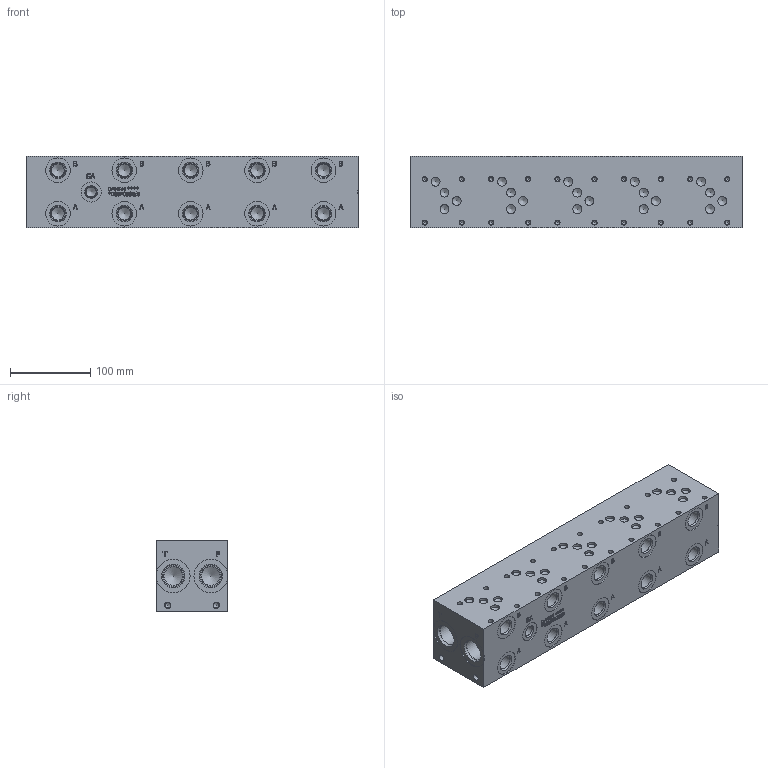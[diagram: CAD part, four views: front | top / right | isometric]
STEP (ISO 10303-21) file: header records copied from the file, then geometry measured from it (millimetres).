
FILE_DESCRIPTION(/* description */ (''),/* implementation_level */ '2;1');
FILE_NAME(/* name */ '_D05P053S_S.stp',/* time_stamp */ '2022-10-24T10:16:47-04:00',/* author */ ('mikeh'),/* organization */ (''),/* preprocessor_version */ 'ST-DEVELOPER v18',/* originating_system */ 'Autodesk Inventor 2020',/* authorisation */ '');
FILE_SCHEMA (('AUTOMOTIVE_DESIGN { 1 0 10303 214 3 1 1 }'));
Length unit declared in the file: millimetre
Products named in the file (1): Part_AD05P053S_S_3D
Bounding box: 412.75 x 88.9 x 88.9 mm (x, y, z)
Volume: 3069572.6 mm3; surface area: 204041.7 mm2
Topology: 1 solids, 1 shells, 949 faces, 2596 edges, 1767 vertices
Faces by surface type: plane 468, bspline 225, cylinder 149, cone 107
Full cylindrical faces by diameter (mm): 5.105 x20, 6.35 x20, 6.528 x4, 7.925 x4, 11.125 x20, 12.294 x1, 12.9 x1, 14.275 x1, 14.529 x1, 15.875 x10, 17.475 x1, 17.501 x10, 19.05 x10, 19.253 x10, 22.225 x1, 23.012 x4, 23.698 x1, 24.917 x4, 25.019 x1, 25.4 x1, 26.187 x1, 26.99 x4, 27.381 x1, 27.432 x4, 30.632 x10, 42.037 x4
Entity records: 31802 total; most frequent: CARTESIAN_POINT 8178, ORIENTED_EDGE 5072, DIRECTION 4097, EDGE_CURVE 2536, VERTEX_POINT 1767, LINE 1525, VECTOR 1525, AXIS2_PLACEMENT_3D 1286
